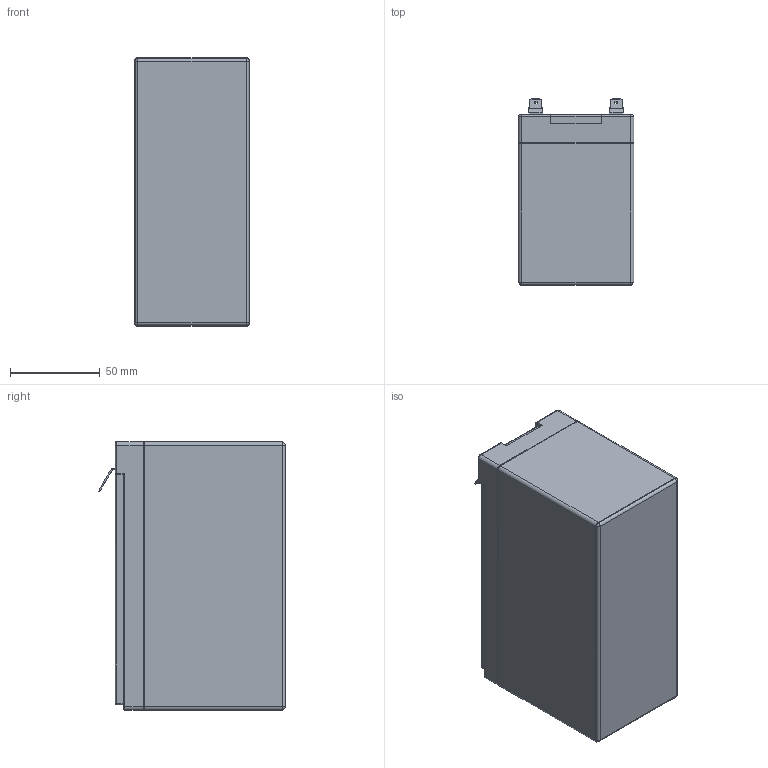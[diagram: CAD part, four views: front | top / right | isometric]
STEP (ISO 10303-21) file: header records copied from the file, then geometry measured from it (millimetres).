
FILE_DESCRIPTION(/* description */ (''),/* implementation_level */ '2;1');
FILE_NAME(/* name */ 'Batería 12V-7Ah 150mm x 65mm x 100mm v5.step',/* time_stamp */ '2022-07-08T10:15:15-03:00',/* author */ (''),/* organization */ (''),/* preprocessor_version */ 'ST-DEVELOPER v19',/* originating_system */ 'Autodesk Translation Framework v11.7.0.108',/* authorisation */ '');
FILE_SCHEMA (('AUTOMOTIVE_DESIGN { 1 0 10303 214 3 1 1 }'));
Length unit declared in the file: millimetre
Products named in the file (1): Batería 12V-7Ah 150mm x 65mm x 100mm
Bounding box: 64.5 x 104.02 x 150 mm (x, y, z)
Volume: 912881.7 mm3; surface area: 61391.2 mm2
Topology: 5 solids, 5 shells, 293 faces, 747 edges, 478 vertices
Faces by surface type: plane 153, bspline 80, cylinder 48, sphere 6, torus 6
Full cylindrical faces by diameter (mm): 6.25 x2
Entity records: 9813 total; most frequent: CARTESIAN_POINT 3155, ORIENTED_EDGE 1482, DIRECTION 1125, EDGE_CURVE 741, LINE 485, VECTOR 485, VERTEX_POINT 478, AXIS2_PLACEMENT_3D 320
